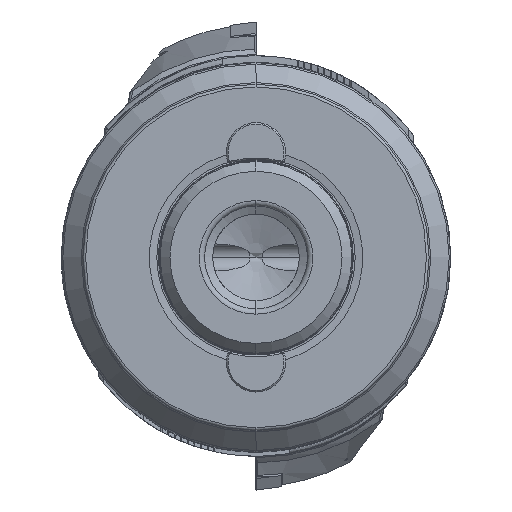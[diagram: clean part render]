
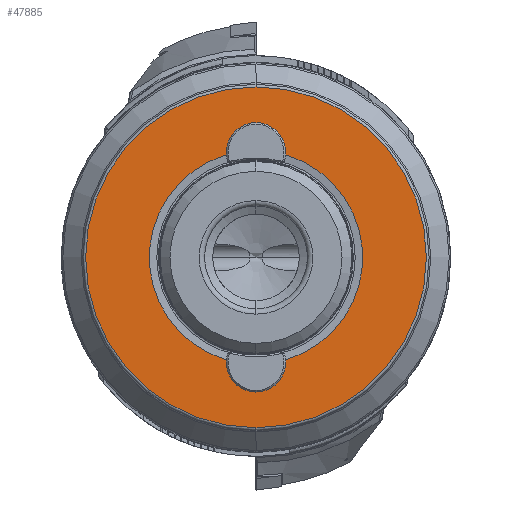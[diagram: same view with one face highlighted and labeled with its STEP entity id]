
A CAD part, left-side view. The second image highlights one B-rep face of the part: STEP entity #47885.
In plain terms, the highlighted planar face has unit normal (-1, 0, 0).
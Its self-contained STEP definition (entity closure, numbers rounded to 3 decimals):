
#1111 = EDGE_CURVE ( 'NONE', #9200, #27063, #5182, .T. ) ;
#1682 = DIRECTION ( 'NONE',  ( 0., 0., 1. ) ) ;
#2064 = DIRECTION ( 'NONE',  ( 0., 0., 1. ) ) ;
#3636 = CARTESIAN_POINT ( 'NONE',  ( 0., 0., -24.5 ) ) ;
#3881 = CARTESIAN_POINT ( 'NONE',  ( 0., 2.305, 19.58 ) ) ;
#5182 = CIRCLE ( 'NONE', #43860, 3. ) ;
#7542 = DIRECTION ( 'NONE',  ( 0., 0., -1. ) ) ;
#7608 = CIRCLE ( 'NONE', #27849, 3. ) ;
#9200 = VERTEX_POINT ( 'NONE', #3636 ) ;
#9569 = DIRECTION ( 'NONE',  ( -1., 0., 0. ) ) ;
#10265 = AXIS2_PLACEMENT_3D ( 'NONE', #55011, #28475, #1682 ) ;
#10554 = CARTESIAN_POINT ( 'NONE',  ( 0., 0., 21.5 ) ) ;
#11133 = AXIS2_PLACEMENT_3D ( 'NONE', #13246, #44411, #17768 ) ;
#11663 = CARTESIAN_POINT ( 'NONE',  ( 0., 0., -31.5 ) ) ;
#12319 = EDGE_LOOP ( 'NONE', ( #57182, #44396, #56902, #38009, #41443, #56785 ) ) ;
#13246 = CARTESIAN_POINT ( 'NONE',  ( 0., 0., 0. ) ) ;
#13693 = DIRECTION ( 'NONE',  ( -1., 0., 0. ) ) ;
#14067 = EDGE_LOOP ( 'NONE', ( #55892, #39105 ) ) ;
#15063 = DIRECTION ( 'NONE',  ( 0., 0., 1. ) ) ;
#15335 = VERTEX_POINT ( 'NONE', #11663 ) ;
#17768 = DIRECTION ( 'NONE',  ( 0., 0., 1. ) ) ;
#17990 = EDGE_CURVE ( 'NONE', #50744, #57364, #37823, .T. ) ;
#20082 = EDGE_CURVE ( 'NONE', #48216, #22513, #52879, .T. ) ;
#22513 = VERTEX_POINT ( 'NONE', #47181 ) ;
#23386 = AXIS2_PLACEMENT_3D ( 'NONE', #51969, #34341, #7542 ) ;
#23568 = CARTESIAN_POINT ( 'NONE',  ( 0., -2.305, -19.58 ) ) ;
#23618 = CARTESIAN_POINT ( 'NONE',  ( 0., 0., 21.5 ) ) ;
#24378 = CARTESIAN_POINT ( 'NONE',  ( 0., -2.305, 19.58 ) ) ;
#25068 = FACE_OUTER_BOUND ( 'NONE', #14067, .T. ) ;
#25271 = CIRCLE ( 'NONE', #47845, 31.5 ) ;
#26331 = CARTESIAN_POINT ( 'NONE',  ( 0., 0., 31.5 ) ) ;
#27063 = VERTEX_POINT ( 'NONE', #23568 ) ;
#27292 = CARTESIAN_POINT ( 'NONE',  ( 0., 0., -21.5 ) ) ;
#27357 = DIRECTION ( 'NONE',  ( -1., 0., 0. ) ) ;
#27743 = DIRECTION ( 'NONE',  ( 0., 0., 1. ) ) ;
#27849 = AXIS2_PLACEMENT_3D ( 'NONE', #55411, #28859, #2064 ) ;
#28104 = DIRECTION ( 'NONE',  ( 0., 0., 1. ) ) ;
#28475 = DIRECTION ( 'NONE',  ( -1., 0., 0. ) ) ;
#28518 = CIRCLE ( 'NONE', #10265, 31.5 ) ;
#28716 = EDGE_CURVE ( 'NONE', #22513, #50744, #36065, .T. ) ;
#28859 = DIRECTION ( 'NONE',  ( -1., 0., 0. ) ) ;
#32410 = AXIS2_PLACEMENT_3D ( 'NONE', #10554, #41746, #15063 ) ;
#34341 = DIRECTION ( 'NONE',  ( 1., 0., 0. ) ) ;
#36065 = CIRCLE ( 'NONE', #41123, 3. ) ;
#36343 = CARTESIAN_POINT ( 'NONE',  ( 0., 0., 0. ) ) ;
#36964 = CARTESIAN_POINT ( 'NONE',  ( 0., 2.305, -19.58 ) ) ;
#37823 = CIRCLE ( 'NONE', #41178, 19.715 ) ;
#38009 = ORIENTED_EDGE ( 'NONE', *, *, #17990, .F. ) ;
#38141 = VERTEX_POINT ( 'NONE', #26331 ) ;
#39105 = ORIENTED_EDGE ( 'NONE', *, *, #44384, .T. ) ;
#40392 = CARTESIAN_POINT ( 'NONE',  ( 0., 0., 0. ) ) ;
#40748 = DIRECTION ( 'NONE',  ( 0., 0., 1. ) ) ;
#41123 = AXIS2_PLACEMENT_3D ( 'NONE', #23618, #54658, #28104 ) ;
#41178 = AXIS2_PLACEMENT_3D ( 'NONE', #40392, #13693, #44863 ) ;
#41248 = EDGE_CURVE ( 'NONE', #27063, #48216, #45141, .T. ) ;
#41443 = ORIENTED_EDGE ( 'NONE', *, *, #28716, .F. ) ;
#41746 = DIRECTION ( 'NONE',  ( -1., 0., 0. ) ) ;
#43860 = AXIS2_PLACEMENT_3D ( 'NONE', #27292, #27357, #27743 ) ;
#44384 = EDGE_CURVE ( 'NONE', #15335, #38141, #25271, .T. ) ;
#44396 = ORIENTED_EDGE ( 'NONE', *, *, #1111, .F. ) ;
#44411 = DIRECTION ( 'NONE',  ( -1., 0., 0. ) ) ;
#44863 = DIRECTION ( 'NONE',  ( 0., 0., 1. ) ) ;
#45141 = CIRCLE ( 'NONE', #11133, 19.715 ) ;
#46829 = EDGE_CURVE ( 'NONE', #57364, #9200, #7608, .T. ) ;
#47181 = CARTESIAN_POINT ( 'NONE',  ( 0., 0., 24.5 ) ) ;
#47845 = AXIS2_PLACEMENT_3D ( 'NONE', #36343, #9569, #40748 ) ;
#47885 = ADVANCED_FACE ( 'NONE', ( #48662, #25068 ), #51398, .F. ) ;
#48160 = EDGE_CURVE ( 'NONE', #38141, #15335, #28518, .T. ) ;
#48216 = VERTEX_POINT ( 'NONE', #24378 ) ;
#48662 = FACE_BOUND ( 'NONE', #12319, .T. ) ;
#50744 = VERTEX_POINT ( 'NONE', #3881 ) ;
#51398 = PLANE ( 'NONE',  #23386 ) ;
#51969 = CARTESIAN_POINT ( 'NONE',  ( 0., 19.715, 0. ) ) ;
#52879 = CIRCLE ( 'NONE', #32410, 3. ) ;
#54658 = DIRECTION ( 'NONE',  ( -1., 0., 0. ) ) ;
#55011 = CARTESIAN_POINT ( 'NONE',  ( 0., 0., 0. ) ) ;
#55411 = CARTESIAN_POINT ( 'NONE',  ( 0., 0., -21.5 ) ) ;
#55892 = ORIENTED_EDGE ( 'NONE', *, *, #48160, .T. ) ;
#56785 = ORIENTED_EDGE ( 'NONE', *, *, #20082, .F. ) ;
#56902 = ORIENTED_EDGE ( 'NONE', *, *, #46829, .F. ) ;
#57182 = ORIENTED_EDGE ( 'NONE', *, *, #41248, .F. ) ;
#57364 = VERTEX_POINT ( 'NONE', #36964 ) ;
